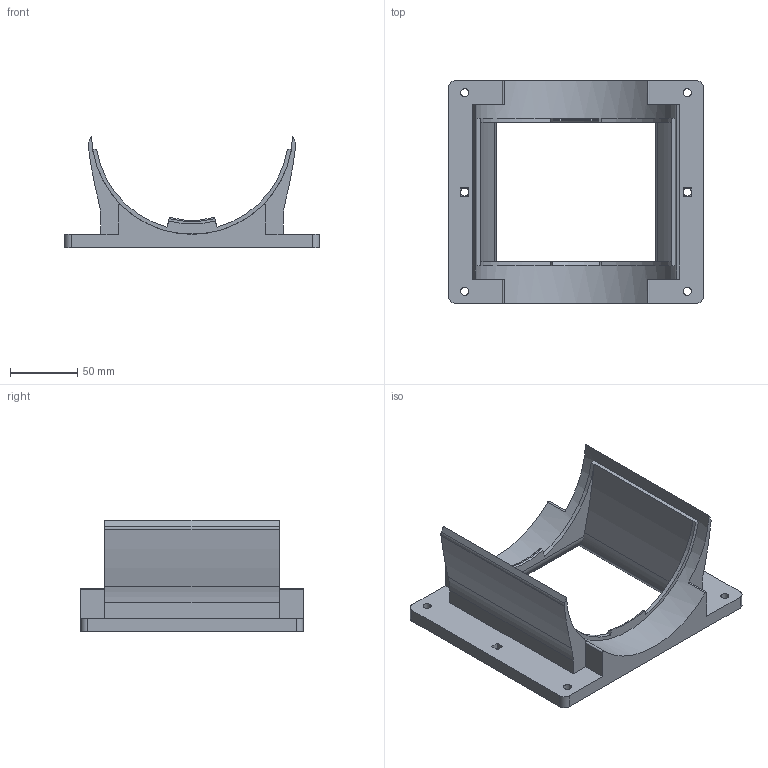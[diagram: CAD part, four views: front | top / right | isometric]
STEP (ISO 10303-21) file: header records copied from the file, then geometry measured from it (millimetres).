
FILE_DESCRIPTION(/* description */ ('','CAx-IF Rec.Pracs.---Representation and Presentation of Product Manufacturing Information (PMI)---4.0---2014-10-13'),/* implementation_level */ '2;1');
FILE_NAME(/* name */ 'MK2_UK_collection-port-A.stp',/* time_stamp */ '2024-08-07T20:37:14+02:00',/* author */ ('admin'),/* organization */ (''),/* preprocessor_version */ 'ST-DEVELOPER v18.1',/* originating_system */ 'Autodesk Inventor 2021',/* authorisation */ '');
FILE_SCHEMA (('AP242_MANAGED_MODEL_BASED_3D_ENGINEERING_MIM_LF { 1 0 10303 442 1 1 4 }'));
Length unit declared in the file: millimetre
Products named in the file (1): MK2_UK_collection-port-A
Bounding box: 190 x 166 x 83.14 mm (x, y, z)
Volume: 347046.9 mm3; surface area: 97422.8 mm2
Topology: 1 solids, 1 shells, 84 faces, 232 edges, 150 vertices
Faces by surface type: plane 46, cylinder 35, cone 3
Full cylindrical faces by diameter (mm): 6 x6
Entity records: 2777 total; most frequent: CARTESIAN_POINT 495, DIRECTION 482, ORIENTED_EDGE 464, EDGE_CURVE 232, AXIS2_PLACEMENT_3D 169, VERTEX_POINT 150, LINE 144, VECTOR 144
